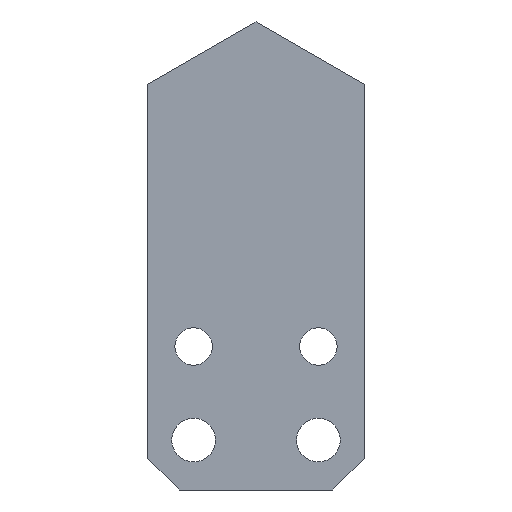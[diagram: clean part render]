
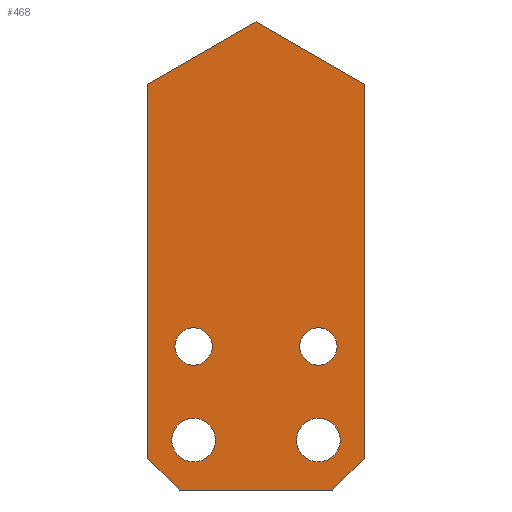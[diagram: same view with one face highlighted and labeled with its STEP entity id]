
A CAD part, front view. The second image highlights one B-rep face of the part: STEP entity #468.
In plain terms, the highlighted planar face has unit normal (0, -1, 0).
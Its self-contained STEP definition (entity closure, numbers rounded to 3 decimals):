
#4 = EDGE_LOOP ( 'NONE', ( #557, #908 ) ) ;
#8 = DIRECTION ( 'NONE',  ( 0., 0., 1. ) ) ;
#9 = LINE ( 'NONE', #301, #785 ) ;
#17 = ORIENTED_EDGE ( 'NONE', *, *, #807, .T. ) ;
#20 = LINE ( 'NONE', #999, #384 ) ;
#22 = EDGE_CURVE ( 'NONE', #170, #686, #736, .T. ) ;
#28 = ORIENTED_EDGE ( 'NONE', *, *, #404, .T. ) ;
#29 = VERTEX_POINT ( 'NONE', #780 ) ;
#38 = ORIENTED_EDGE ( 'NONE', *, *, #469, .T. ) ;
#45 = DIRECTION ( 'NONE',  ( 0.707, 0., -0.707 ) ) ;
#46 = CARTESIAN_POINT ( 'NONE',  ( 10., -160., -32. ) ) ;
#50 = VECTOR ( 'NONE', #45, 1000. ) ;
#57 = DIRECTION ( 'NONE',  ( 0., 1., 0. ) ) ;
#58 = EDGE_CURVE ( 'NONE', #686, #170, #943, .T. ) ;
#78 = DIRECTION ( 'NONE',  ( 0., 1., 0. ) ) ;
#80 = CARTESIAN_POINT ( 'NONE',  ( -17.321, -160., 10. ) ) ;
#93 = CARTESIAN_POINT ( 'NONE',  ( 0., -160., 0. ) ) ;
#101 = DIRECTION ( 'NONE',  ( 0., 0., 1. ) ) ;
#104 = CARTESIAN_POINT ( 'NONE',  ( -10., -160., -47. ) ) ;
#124 = FACE_BOUND ( 'NONE', #676, .T. ) ;
#125 = VERTEX_POINT ( 'NONE', #257 ) ;
#155 = DIRECTION ( 'NONE',  ( 0., 1., 0. ) ) ;
#158 = DIRECTION ( 'NONE',  ( 0., 1., 0. ) ) ;
#165 = DIRECTION ( 'NONE',  ( 0., 0., 1. ) ) ;
#169 = AXIS2_PLACEMENT_3D ( 'NONE', #104, #803, #730 ) ;
#170 = VERTEX_POINT ( 'NONE', #893 ) ;
#185 = FACE_BOUND ( 'NONE', #4, .T. ) ;
#193 = CARTESIAN_POINT ( 'NONE',  ( -12.321, -160., -55. ) ) ;
#195 = CARTESIAN_POINT ( 'NONE',  ( 12.321, -160., -55. ) ) ;
#198 = DIRECTION ( 'NONE',  ( 0., 0., 1. ) ) ;
#200 = CIRCLE ( 'NONE', #630, 3. ) ;
#220 = EDGE_CURVE ( 'NONE', #704, #802, #234, .T. ) ;
#223 = FACE_OUTER_BOUND ( 'NONE', #733, .T. ) ;
#233 = EDGE_LOOP ( 'NONE', ( #537, #28 ) ) ;
#234 = LINE ( 'NONE', #659, #940 ) ;
#235 = VERTEX_POINT ( 'NONE', #193 ) ;
#242 = DIRECTION ( 'NONE',  ( 0., 0., 1. ) ) ;
#257 = CARTESIAN_POINT ( 'NONE',  ( -17.321, -160., -50. ) ) ;
#262 = EDGE_CURVE ( 'NONE', #235, #706, #862, .T. ) ;
#270 = EDGE_LOOP ( 'NONE', ( #957, #970 ) ) ;
#271 = CARTESIAN_POINT ( 'NONE',  ( -12.321, -160., -55. ) ) ;
#279 = EDGE_CURVE ( 'NONE', #125, #235, #315, .T. ) ;
#283 = VERTEX_POINT ( 'NONE', #578 ) ;
#285 = CARTESIAN_POINT ( 'NONE',  ( 10., -160., -47. ) ) ;
#301 = CARTESIAN_POINT ( 'NONE',  ( 0., -160., 20. ) ) ;
#302 = ORIENTED_EDGE ( 'NONE', *, *, #220, .T. ) ;
#315 = LINE ( 'NONE', #271, #50 ) ;
#348 = DIRECTION ( 'NONE',  ( 0., 1., 0. ) ) ;
#359 = CARTESIAN_POINT ( 'NONE',  ( 17.321, -160., 10. ) ) ;
#370 = VECTOR ( 'NONE', #430, 1000. ) ;
#384 = VECTOR ( 'NONE', #854, 1000. ) ;
#385 = CARTESIAN_POINT ( 'NONE',  ( 10., -160., -47. ) ) ;
#404 = EDGE_CURVE ( 'NONE', #871, #828, #466, .T. ) ;
#410 = VERTEX_POINT ( 'NONE', #783 ) ;
#420 = CARTESIAN_POINT ( 'NONE',  ( -10., -160., -50.5 ) ) ;
#430 = DIRECTION ( 'NONE',  ( 1., 0., 0. ) ) ;
#435 = EDGE_CURVE ( 'NONE', #571, #410, #694, .T. ) ;
#444 = VECTOR ( 'NONE', #681, 1000. ) ;
#450 = CARTESIAN_POINT ( 'NONE',  ( -17.321, -160., 10. ) ) ;
#454 = ORIENTED_EDGE ( 'NONE', *, *, #969, .T. ) ;
#459 = CARTESIAN_POINT ( 'NONE',  ( 10., -160., -50.5 ) ) ;
#460 = EDGE_CURVE ( 'NONE', #802, #125, #928, .T. ) ;
#466 = CIRCLE ( 'NONE', #867, 3.5 ) ;
#468 = ADVANCED_FACE ( 'NONE', ( #981, #185, #124, #937, #223 ), #554, .F. ) ;
#469 = EDGE_CURVE ( 'NONE', #918, #283, #200, .T. ) ;
#488 = CIRCLE ( 'NONE', #965, 3. ) ;
#498 = CARTESIAN_POINT ( 'NONE',  ( 10., -160., -29. ) ) ;
#504 = CARTESIAN_POINT ( 'NONE',  ( 17.321, -160., -55. ) ) ;
#508 = DIRECTION ( 'NONE',  ( -0.866, 0., -0.5 ) ) ;
#524 = ORIENTED_EDGE ( 'NONE', *, *, #460, .T. ) ;
#529 = CIRCLE ( 'NONE', #567, 3.5 ) ;
#537 = ORIENTED_EDGE ( 'NONE', *, *, #830, .T. ) ;
#546 = ORIENTED_EDGE ( 'NONE', *, *, #279, .T. ) ;
#547 = ORIENTED_EDGE ( 'NONE', *, *, #715, .T. ) ;
#554 = PLANE ( 'NONE',  #693 ) ;
#557 = ORIENTED_EDGE ( 'NONE', *, *, #22, .T. ) ;
#559 = DIRECTION ( 'NONE',  ( 0., 1., 0. ) ) ;
#567 = AXIS2_PLACEMENT_3D ( 'NONE', #285, #57, #836 ) ;
#571 = VERTEX_POINT ( 'NONE', #498 ) ;
#578 = CARTESIAN_POINT ( 'NONE',  ( -10., -160., -29. ) ) ;
#579 = DIRECTION ( 'NONE',  ( 0., 0., 1. ) ) ;
#627 = CARTESIAN_POINT ( 'NONE',  ( -10., -160., -47. ) ) ;
#630 = AXIS2_PLACEMENT_3D ( 'NONE', #642, #559, #101 ) ;
#632 = EDGE_CURVE ( 'NONE', #410, #571, #488, .T. ) ;
#634 = ORIENTED_EDGE ( 'NONE', *, *, #934, .T. ) ;
#638 = DIRECTION ( 'NONE',  ( 0., 1., 0. ) ) ;
#642 = CARTESIAN_POINT ( 'NONE',  ( -10., -160., -32. ) ) ;
#655 = DIRECTION ( 'NONE',  ( 0., 0., 1. ) ) ;
#659 = CARTESIAN_POINT ( 'NONE',  ( 0., -160., 20. ) ) ;
#662 = CARTESIAN_POINT ( 'NONE',  ( -10., -160., -32. ) ) ;
#666 = AXIS2_PLACEMENT_3D ( 'NONE', #711, #155, #8 ) ;
#676 = EDGE_LOOP ( 'NONE', ( #547, #38 ) ) ;
#681 = DIRECTION ( 'NONE',  ( 0., 0., 1. ) ) ;
#686 = VERTEX_POINT ( 'NONE', #420 ) ;
#693 = AXIS2_PLACEMENT_3D ( 'NONE', #93, #638, #655 ) ;
#694 = CIRCLE ( 'NONE', #666, 3. ) ;
#699 = CARTESIAN_POINT ( 'NONE',  ( -10., -160., -35. ) ) ;
#704 = VERTEX_POINT ( 'NONE', #821 ) ;
#706 = VERTEX_POINT ( 'NONE', #195 ) ;
#711 = CARTESIAN_POINT ( 'NONE',  ( 10., -160., -32. ) ) ;
#715 = EDGE_CURVE ( 'NONE', #283, #918, #922, .T. ) ;
#730 = DIRECTION ( 'NONE',  ( 0., 0., 1. ) ) ;
#733 = EDGE_LOOP ( 'NONE', ( #756, #454, #17, #634, #302, #524, #546 ) ) ;
#736 = CIRCLE ( 'NONE', #924, 3.5 ) ;
#738 = CARTESIAN_POINT ( 'NONE',  ( 17.321, -160., 10. ) ) ;
#756 = ORIENTED_EDGE ( 'NONE', *, *, #262, .T. ) ;
#764 = VERTEX_POINT ( 'NONE', #738 ) ;
#780 = CARTESIAN_POINT ( 'NONE',  ( 17.321, -160., -50. ) ) ;
#783 = CARTESIAN_POINT ( 'NONE',  ( 10., -160., -35. ) ) ;
#785 = VECTOR ( 'NONE', #923, 1000. ) ;
#802 = VERTEX_POINT ( 'NONE', #450 ) ;
#803 = DIRECTION ( 'NONE',  ( 0., 1., 0. ) ) ;
#807 = EDGE_CURVE ( 'NONE', #29, #764, #818, .T. ) ;
#818 = LINE ( 'NONE', #359, #444 ) ;
#821 = CARTESIAN_POINT ( 'NONE',  ( 0., -160., 20. ) ) ;
#828 = VERTEX_POINT ( 'NONE', #904 ) ;
#830 = EDGE_CURVE ( 'NONE', #828, #871, #529, .T. ) ;
#836 = DIRECTION ( 'NONE',  ( 0., 0., 1. ) ) ;
#854 = DIRECTION ( 'NONE',  ( 0.707, 0., 0.707 ) ) ;
#862 = LINE ( 'NONE', #504, #370 ) ;
#867 = AXIS2_PLACEMENT_3D ( 'NONE', #385, #78, #242 ) ;
#871 = VERTEX_POINT ( 'NONE', #459 ) ;
#893 = CARTESIAN_POINT ( 'NONE',  ( -10., -160., -43.5 ) ) ;
#901 = DIRECTION ( 'NONE',  ( 0., 1., 0. ) ) ;
#904 = CARTESIAN_POINT ( 'NONE',  ( 10., -160., -43.5 ) ) ;
#908 = ORIENTED_EDGE ( 'NONE', *, *, #58, .T. ) ;
#918 = VERTEX_POINT ( 'NONE', #699 ) ;
#922 = CIRCLE ( 'NONE', #1002, 3. ) ;
#923 = DIRECTION ( 'NONE',  ( -0.866, 0., 0.5 ) ) ;
#924 = AXIS2_PLACEMENT_3D ( 'NONE', #627, #158, #165 ) ;
#928 = LINE ( 'NONE', #80, #950 ) ;
#933 = DIRECTION ( 'NONE',  ( 0., 0., -1. ) ) ;
#934 = EDGE_CURVE ( 'NONE', #764, #704, #9, .T. ) ;
#937 = FACE_BOUND ( 'NONE', #270, .T. ) ;
#940 = VECTOR ( 'NONE', #508, 1000. ) ;
#943 = CIRCLE ( 'NONE', #169, 3.5 ) ;
#950 = VECTOR ( 'NONE', #933, 1000. ) ;
#957 = ORIENTED_EDGE ( 'NONE', *, *, #435, .T. ) ;
#965 = AXIS2_PLACEMENT_3D ( 'NONE', #46, #901, #579 ) ;
#969 = EDGE_CURVE ( 'NONE', #706, #29, #20, .T. ) ;
#970 = ORIENTED_EDGE ( 'NONE', *, *, #632, .T. ) ;
#981 = FACE_BOUND ( 'NONE', #233, .T. ) ;
#999 = CARTESIAN_POINT ( 'NONE',  ( 17.321, -160., -50. ) ) ;
#1002 = AXIS2_PLACEMENT_3D ( 'NONE', #662, #348, #198 ) ;
